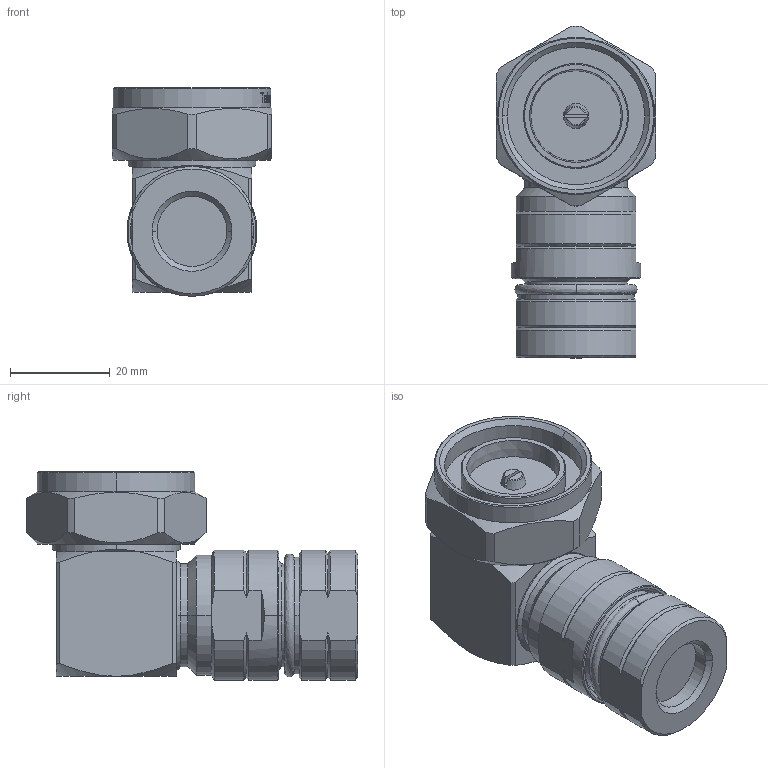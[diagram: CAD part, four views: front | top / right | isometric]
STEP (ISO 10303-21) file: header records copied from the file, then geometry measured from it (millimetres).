
FILE_DESCRIPTION (( 'STEP AP214' ), '1' );
FILE_NAME ('J01120A0094.STEP', '2014-08-14T13:24:15', ( '' ), ( '' ), 'SwSTEP 2.0', 'SolidWorks 2014', '' );
FILE_SCHEMA (( 'AUTOMOTIVE_DESIGN' ));
Length unit declared in the file: millimetre
Products named in the file (1): J01120A0094
Bounding box: 32 x 66.35 x 41.75 mm (x, y, z)
Volume: 41104.2 mm3; surface area: 11104.4 mm2
Topology: 2 solids, 2 shells, 301 faces, 765 edges, 492 vertices
Faces by surface type: plane 99, bspline 82, cylinder 62, cone 54, torus 4
Entity records: 15589 total; most frequent: CARTESIAN_POINT 5604, ORIENTED_EDGE 1530, DIRECTION 1147, EDGE_CURVE 765, VERTEX_POINT 492, AXIS2_PLACEMENT_3D 418, EDGE_LOOP 327, LINE 311
